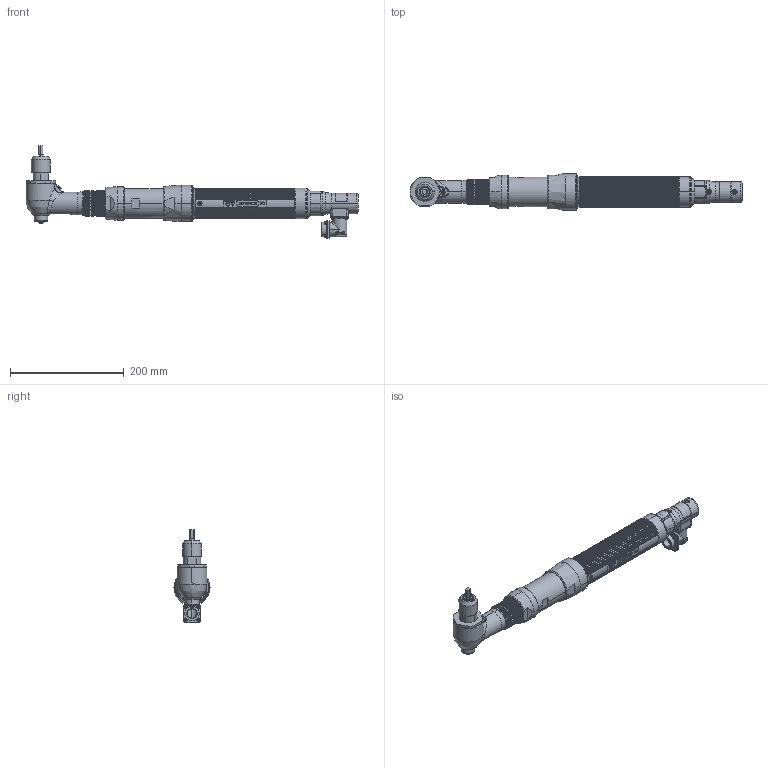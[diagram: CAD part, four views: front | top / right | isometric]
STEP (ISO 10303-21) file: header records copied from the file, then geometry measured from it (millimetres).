
FILE_DESCRIPTION((''),'2;1');
FILE_NAME('EB55MH26V1-220R','2016-03-30T',('CEG0317'),(''),'PRO/ENGINEER BY PARAMETRIC TECHNOLOGY CORPORATION, 2010430','PRO/ENGINEER BY PARAMETRIC TECHNOLOGY CORPORATION, 2010430','');
FILE_SCHEMA(('CONFIG_CONTROL_DESIGN'));
Products named in the file (1): EB55MH26V1-220R
Bounding box: 582.94 x 63.44 x 162.53 mm (x, y, z)
Surface area: 225571.2 mm2 (no closed solid volume)
Topology: 0 solids, 157 shells, 1286 faces, 5700 edges, 4431 vertices
Faces by surface type: cylinder 531, plane 411, bspline 138, torus 124, cone 78, extrusion 2, sphere 2
Entity records: 73766 total; most frequent: CARTESIAN_POINT 30650, ORIENTED_EDGE 8228, DIRECTION 8146, EDGE_CURVE 5700, VERTEX_POINT 4431, VECTOR 2780, LINE 2778, AXIS2_PLACEMENT_3D 2683
